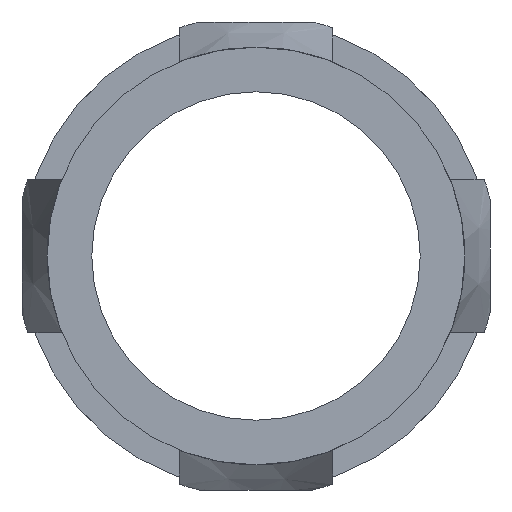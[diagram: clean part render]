
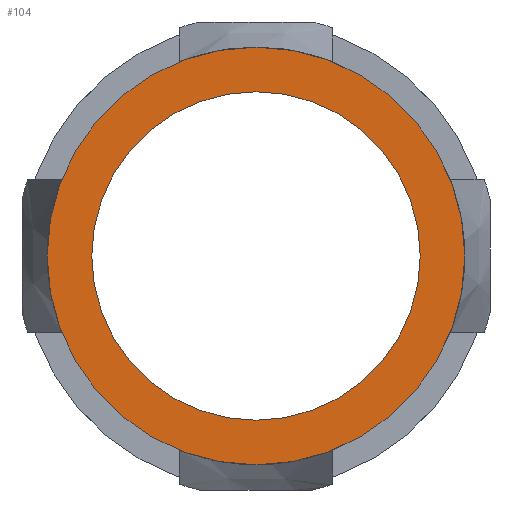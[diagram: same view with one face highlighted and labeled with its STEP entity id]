
A CAD part, left-side view. The second image highlights one B-rep face of the part: STEP entity #104.
In plain terms, the highlighted planar face has unit normal (-1, 0, 0).
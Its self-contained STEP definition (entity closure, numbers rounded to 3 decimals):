
#104 = ADVANCED_FACE( '', ( #227, #228 ), #229, .F. );
#227 = FACE_BOUND( '', #425, .T. );
#228 = FACE_OUTER_BOUND( '', #426, .T. );
#229 = PLANE( '', #427 );
#425 = EDGE_LOOP( '', ( #775 ) );
#426 = EDGE_LOOP( '', ( #776 ) );
#427 = AXIS2_PLACEMENT_3D( '', #777, #778, #779 );
#775 = ORIENTED_EDGE( '', *, *, #1243, .T. );
#776 = ORIENTED_EDGE( '', *, *, #1260, .T. );
#777 = CARTESIAN_POINT( '', ( -60., 0., 0. ) );
#778 = DIRECTION( '', ( 1., 0., 0. ) );
#779 = DIRECTION( '', ( 0., 0., -1. ) );
#1243 = EDGE_CURVE( '', #1476, #1476, #1477, .T. );
#1260 = EDGE_CURVE( '', #1508, #1508, #1509, .T. );
#1476 = VERTEX_POINT( '', #1946 );
#1477 = CIRCLE( '', #1947, 18.25 );
#1508 = VERTEX_POINT( '', #1983 );
#1509 = CIRCLE( '', #1984, 23.2 );
#1946 = CARTESIAN_POINT( '', ( -60., 0., -18.25 ) );
#1947 = AXIS2_PLACEMENT_3D( '', #2454, #2455, #2456 );
#1983 = CARTESIAN_POINT( '', ( -60., 0., 23.2 ) );
#1984 = AXIS2_PLACEMENT_3D( '', #2495, #2496, #2497 );
#2454 = CARTESIAN_POINT( '', ( -60., 0., 0. ) );
#2455 = DIRECTION( '', ( 1., 0., 0. ) );
#2456 = DIRECTION( '', ( 0., 0., -1. ) );
#2495 = CARTESIAN_POINT( '', ( -60., 0., 0. ) );
#2496 = DIRECTION( '', ( -1., 0., 0. ) );
#2497 = DIRECTION( '', ( 0., 0., 1. ) );
